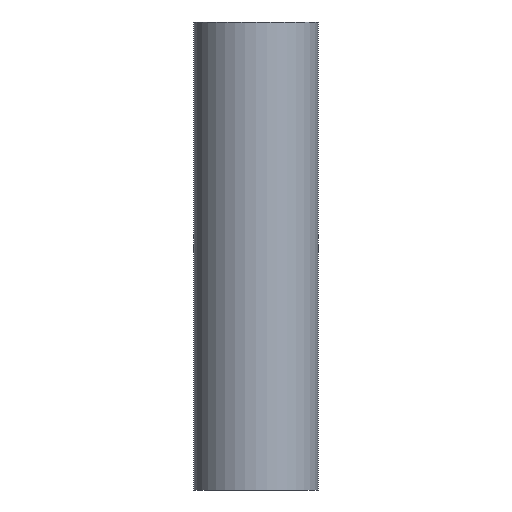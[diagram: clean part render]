
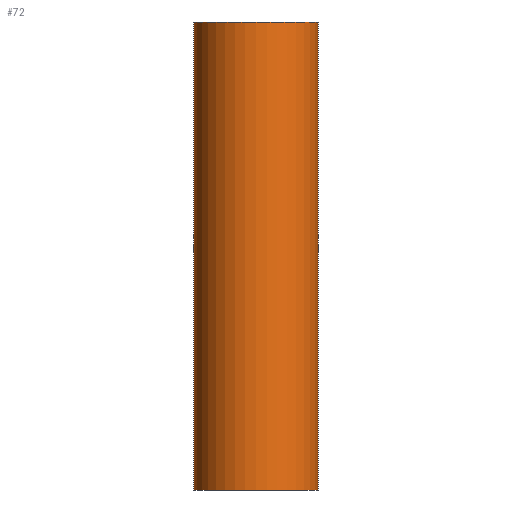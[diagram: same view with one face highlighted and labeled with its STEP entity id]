
A CAD part, front view. The second image highlights one B-rep face of the part: STEP entity #72.
In plain terms, the highlighted cylindrical face has radius 20 mm (diameter 40 mm), a partial arc.
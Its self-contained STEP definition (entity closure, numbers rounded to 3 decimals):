
#9 = CARTESIAN_POINT ( 'NONE',  ( 20., 0., -75. ) ) ;
#16 = LINE ( 'NONE', #55, #82 ) ;
#28 = ORIENTED_EDGE ( 'NONE', *, *, #80, .T. ) ;
#30 = CARTESIAN_POINT ( 'NONE',  ( 0., 0., 75. ) ) ;
#36 = CARTESIAN_POINT ( 'NONE',  ( 20., 0., 75. ) ) ;
#37 = CIRCLE ( 'NONE', #204, 20. ) ;
#39 = EDGE_CURVE ( 'NONE', #87, #169, #54, .T. ) ;
#46 = EDGE_LOOP ( 'NONE', ( #202, #195, #222, #28 ) ) ;
#48 = VECTOR ( 'NONE', #121, 1000. ) ;
#54 = LINE ( 'NONE', #173, #48 ) ;
#55 = CARTESIAN_POINT ( 'NONE',  ( -20., 0., 75. ) ) ;
#71 = CARTESIAN_POINT ( 'NONE',  ( -20., 0., 75. ) ) ;
#72 = ADVANCED_FACE ( 'NONE', ( #188 ), #155, .T. ) ;
#76 = CARTESIAN_POINT ( 'NONE',  ( 0., 0., 75. ) ) ;
#77 = CARTESIAN_POINT ( 'NONE',  ( 0., 0., -75. ) ) ;
#80 = EDGE_CURVE ( 'NONE', #150, #169, #37, .T. ) ;
#82 = VECTOR ( 'NONE', #243, 1000. ) ;
#87 = VERTEX_POINT ( 'NONE', #36 ) ;
#96 = AXIS2_PLACEMENT_3D ( 'NONE', #76, #224, #99 ) ;
#99 = DIRECTION ( 'NONE',  ( -1., 0., 0. ) ) ;
#118 = CIRCLE ( 'NONE', #211, 20. ) ;
#121 = DIRECTION ( 'NONE',  ( 0., 0., -1. ) ) ;
#143 = DIRECTION ( 'NONE',  ( 0., 0., 1. ) ) ;
#150 = VERTEX_POINT ( 'NONE', #246 ) ;
#155 = CYLINDRICAL_SURFACE ( 'NONE', #96, 20. ) ;
#169 = VERTEX_POINT ( 'NONE', #9 ) ;
#172 = EDGE_CURVE ( 'NONE', #197, #150, #16, .T. ) ;
#173 = CARTESIAN_POINT ( 'NONE',  ( 20., 0., 75. ) ) ;
#179 = EDGE_CURVE ( 'NONE', #197, #87, #118, .T. ) ;
#185 = DIRECTION ( 'NONE',  ( 1., 0., 0. ) ) ;
#188 = FACE_OUTER_BOUND ( 'NONE', #46, .T. ) ;
#195 = ORIENTED_EDGE ( 'NONE', *, *, #179, .F. ) ;
#197 = VERTEX_POINT ( 'NONE', #71 ) ;
#202 = ORIENTED_EDGE ( 'NONE', *, *, #39, .F. ) ;
#204 = AXIS2_PLACEMENT_3D ( 'NONE', #77, #231, #210 ) ;
#210 = DIRECTION ( 'NONE',  ( 1., 0., 0. ) ) ;
#211 = AXIS2_PLACEMENT_3D ( 'NONE', #30, #143, #185 ) ;
#222 = ORIENTED_EDGE ( 'NONE', *, *, #172, .T. ) ;
#224 = DIRECTION ( 'NONE',  ( 0., 0., -1. ) ) ;
#231 = DIRECTION ( 'NONE',  ( 0., 0., 1. ) ) ;
#243 = DIRECTION ( 'NONE',  ( 0., 0., -1. ) ) ;
#246 = CARTESIAN_POINT ( 'NONE',  ( -20., 0., -75. ) ) ;
